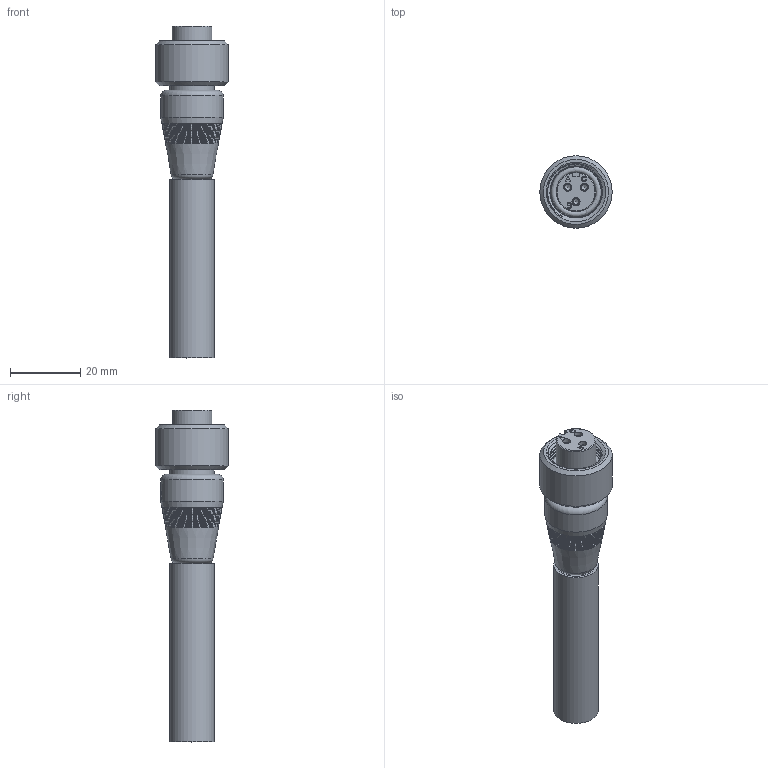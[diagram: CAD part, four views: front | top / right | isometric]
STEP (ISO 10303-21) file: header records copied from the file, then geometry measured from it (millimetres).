
FILE_DESCRIPTION(/* description */ (''),/* implementation_level */ '2;1');
FILE_NAME(/* name */ 'A3L.stp',/* time_stamp */ '2017-05-02T16:07:10-04:00',/* author */ ('aneininger'),/* organization */ (''),/* preprocessor_version */ 'ST-DEVELOPER v16.5',/* originating_system */ 'Autodesk Inventor 2017',/* authorisation */ '');
FILE_SCHEMA (('AUTOMOTIVE_DESIGN { 1 0 10303 214 3 1 1 }'));
Length unit declared in the file: inch
Products named in the file (1): A3L
Bounding box: 20.61 x 20.61 x 94.65 mm (x, y, z)
Volume: 12690 mm3; surface area: 11110.8 mm2
Topology: 2 solids, 2 shells, 550 faces, 1117 edges, 649 vertices
Faces by surface type: plane 201, cylinder 197, bspline 67, cone 60, torus 25
Full cylindrical faces by diameter (mm): 0.127 x6, 0.128 x13, 0.203 x36, 1.016 x3, 1.448 x3, 1.587 x2, 1.727 x6, 2.286 x3, 2.565 x3, 2.819 x3, 3.2 x1, 3.302 x6, 3.353 x1, 3.708 x3, 4.47 x1, 5.08 x1, 6.35 x1, 9.271 x1, 9.525 x1, 10.668 x1, 12.649 x1, 12.7 x1, 12.827 x1, 14.605 x1, 15.875 x1, 17.78 x1, 20.615 x1
Entity records: 20570 total; most frequent: CARTESIAN_POINT 9488, DIRECTION 2201, ORIENTED_EDGE 1934, AXIS2_PLACEMENT_3D 977, EDGE_CURVE 909, EDGE_LOOP 808, VERTEX_POINT 609, ADVANCED_FACE 550
